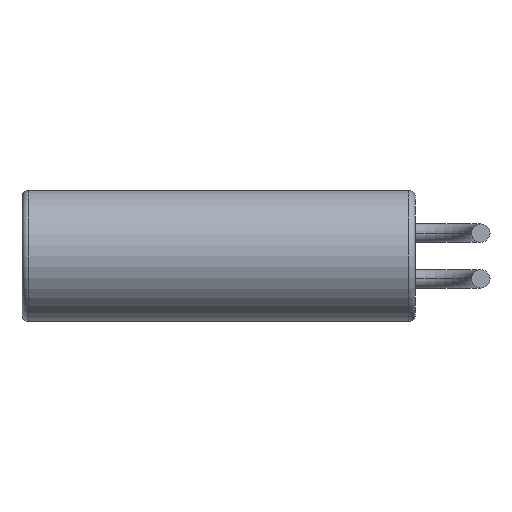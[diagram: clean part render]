
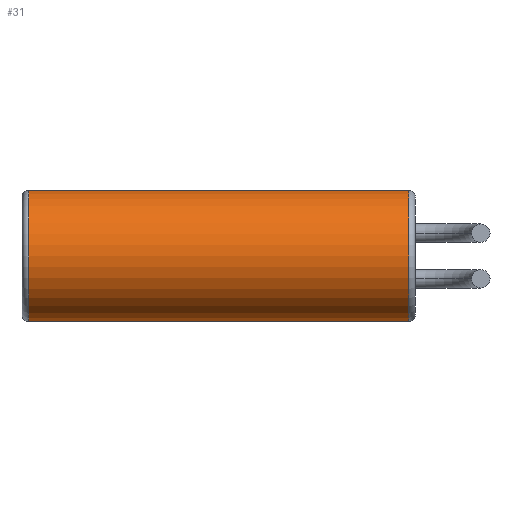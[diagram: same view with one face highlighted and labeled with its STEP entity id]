
A CAD part, front view. The second image highlights one B-rep face of the part: STEP entity #31.
In plain terms, the highlighted cylindrical face has radius 1 mm (diameter 2 mm), a partial arc.
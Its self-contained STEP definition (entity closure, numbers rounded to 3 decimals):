
#2 = CARTESIAN_POINT ( 'NONE',  ( -6., 0., 0. ) ) ;
#31 = ADVANCED_FACE ( 'NONE', ( #526 ), #457, .T. ) ;
#135 = CARTESIAN_POINT ( 'NONE',  ( -5.9, 0., -1. ) ) ;
#151 = ORIENTED_EDGE ( 'NONE', *, *, #543, .F. ) ;
#159 = EDGE_CURVE ( 'NONE', #397, #515, #338, .T. ) ;
#169 = ORIENTED_EDGE ( 'NONE', *, *, #159, .T. ) ;
#172 = VERTEX_POINT ( 'NONE', #135 ) ;
#192 = DIRECTION ( 'NONE',  ( -1., 0., 0. ) ) ;
#211 = VECTOR ( 'NONE', #551, 1000. ) ;
#214 = CARTESIAN_POINT ( 'NONE',  ( -5.9, 0., 0. ) ) ;
#272 = DIRECTION ( 'NONE',  ( 0., 0., -1. ) ) ;
#286 = CARTESIAN_POINT ( 'NONE',  ( -0.1, 0., -1. ) ) ;
#313 = DIRECTION ( 'NONE',  ( 1., 0., 0. ) ) ;
#328 = VERTEX_POINT ( 'NONE', #666 ) ;
#338 = CIRCLE ( 'NONE', #518, 1. ) ;
#368 = LINE ( 'NONE', #609, #211 ) ;
#397 = VERTEX_POINT ( 'NONE', #286 ) ;
#422 = DIRECTION ( 'NONE',  ( 0., 0., -1. ) ) ;
#435 = EDGE_CURVE ( 'NONE', #172, #397, #440, .T. ) ;
#440 = LINE ( 'NONE', #624, #719 ) ;
#457 = CYLINDRICAL_SURFACE ( 'NONE', #688, 1. ) ;
#466 = ORIENTED_EDGE ( 'NONE', *, *, #576, .T. ) ;
#478 = EDGE_LOOP ( 'NONE', ( #151, #466, #640, #169 ) ) ;
#497 = CIRCLE ( 'NONE', #568, 1. ) ;
#515 = VERTEX_POINT ( 'NONE', #546 ) ;
#518 = AXIS2_PLACEMENT_3D ( 'NONE', #536, #192, #598 ) ;
#526 = FACE_OUTER_BOUND ( 'NONE', #478, .T. ) ;
#536 = CARTESIAN_POINT ( 'NONE',  ( -0.1, 0., 0. ) ) ;
#543 = EDGE_CURVE ( 'NONE', #328, #515, #368, .T. ) ;
#546 = CARTESIAN_POINT ( 'NONE',  ( -0.1, 0., 1. ) ) ;
#551 = DIRECTION ( 'NONE',  ( 1., 0., 0. ) ) ;
#568 = AXIS2_PLACEMENT_3D ( 'NONE', #214, #617, #272 ) ;
#576 = EDGE_CURVE ( 'NONE', #328, #172, #497, .T. ) ;
#598 = DIRECTION ( 'NONE',  ( 0., 0., -1. ) ) ;
#609 = CARTESIAN_POINT ( 'NONE',  ( -6., 0., 1. ) ) ;
#617 = DIRECTION ( 'NONE',  ( 1., 0., 0. ) ) ;
#624 = CARTESIAN_POINT ( 'NONE',  ( -6., 0., -1. ) ) ;
#640 = ORIENTED_EDGE ( 'NONE', *, *, #435, .T. ) ;
#666 = CARTESIAN_POINT ( 'NONE',  ( -5.9, 0., 1. ) ) ;
#681 = DIRECTION ( 'NONE',  ( 1., 0., 0. ) ) ;
#688 = AXIS2_PLACEMENT_3D ( 'NONE', #2, #313, #422 ) ;
#719 = VECTOR ( 'NONE', #681, 1000. ) ;
